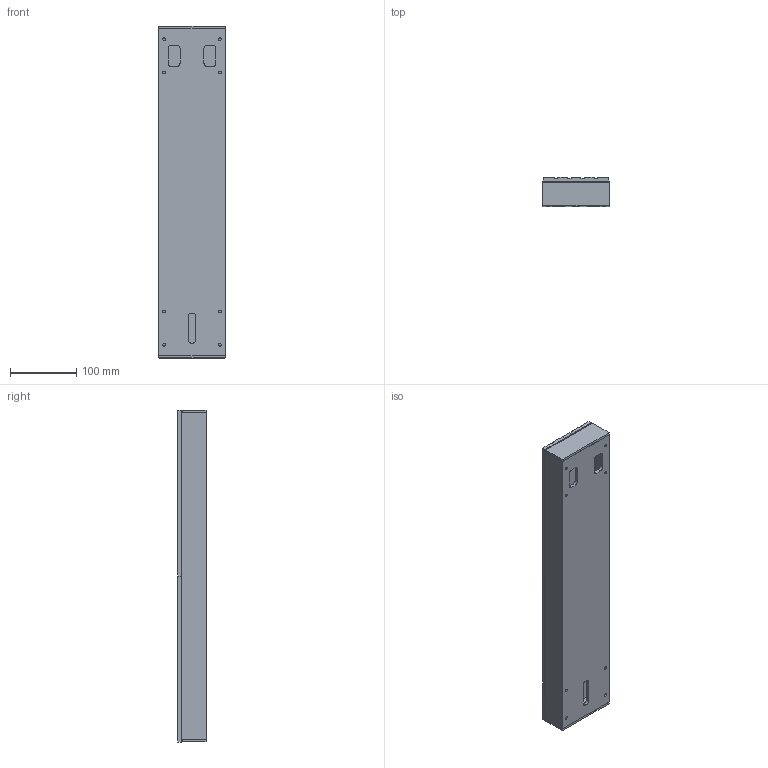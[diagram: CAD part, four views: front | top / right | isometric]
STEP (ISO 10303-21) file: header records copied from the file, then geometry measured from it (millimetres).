
FILE_DESCRIPTION (( 'STEP AP214' ), '1' );
FILE_NAME ('S22100H500.STEP', '2019-08-27T20:58:54', ( '' ), ( '' ), 'SwSTEP 2.0', 'SolidWorks 2019', '' );
FILE_SCHEMA (( 'AUTOMOTIVE_DESIGN' ));
Length unit declared in the file: inch
Products named in the file (1): S22100H500
Bounding box: 99.87 x 42.85 x 499.86 mm (x, y, z)
Volume: 894070.2 mm3; surface area: 382283.8 mm2
Topology: 5 solids, 5 shells, 158 faces, 444 edges, 296 vertices
Faces by surface type: plane 82, cylinder 76
Entity records: 7422 total; most frequent: DIRECTION 914, CARTESIAN_POINT 899, ORIENTED_EDGE 888, EDGE_CURVE 444, AXIS2_PLACEMENT_3D 311, VERTEX_POINT 296, VECTOR 292, LINE 292
